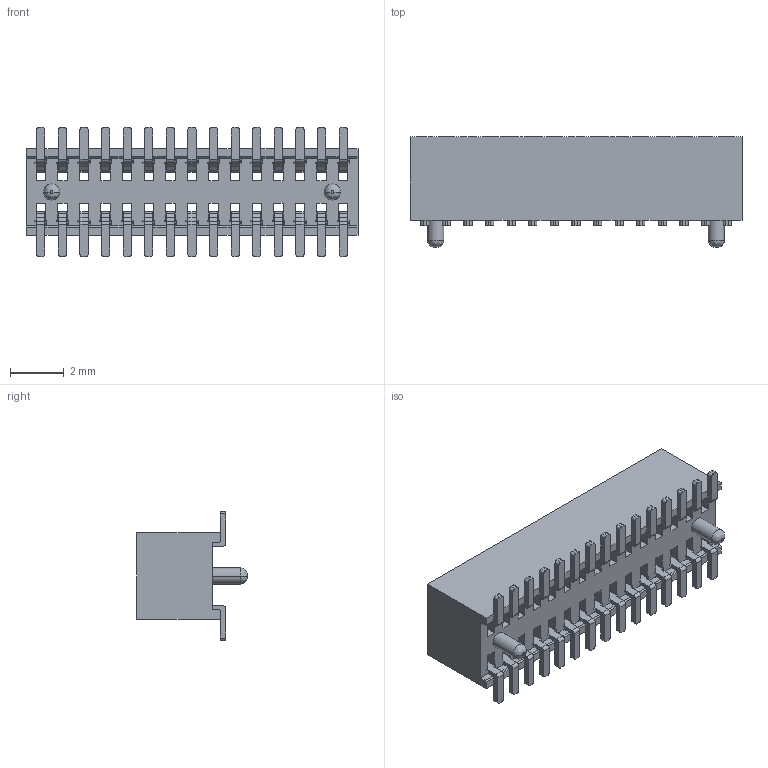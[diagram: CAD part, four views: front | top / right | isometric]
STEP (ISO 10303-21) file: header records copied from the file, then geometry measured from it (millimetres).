
FILE_DESCRIPTION((''),'2;1');
FILE_NAME('FFH08001-D24S1014K6M1A','2024-07-18T',('工程三'),(''),'PRO/ENGINEER BY PARAMETRIC TECHNOLOGY CORPORATION, 2010280','PRO/ENGINEER BY PARAMETRIC TECHNOLOGY CORPORATION, 2010280','');
FILE_SCHEMA(('CONFIG_CONTROL_DESIGN'));
Length unit declared in the file: millimetre
Products named in the file (1): FFH08001-D24S1014K6M1A
Bounding box: 12.3 x 4.1 x 4.8 mm (x, y, z)
Volume: 98.1 mm3; surface area: 453.3 mm2
Topology: 1 solids, 1 shells, 1222 faces, 3800 edges, 2462 vertices
Faces by surface type: plane 914, cylinder 304, bspline 4
Entity records: 42208 total; most frequent: ORIENTED_EDGE 7600, CARTESIAN_POINT 7592, DIRECTION 6882, EDGE_CURVE 3800, VECTOR 3154, LINE 3154, VERTEX_POINT 2462, AXIS2_PLACEMENT_3D 1864
